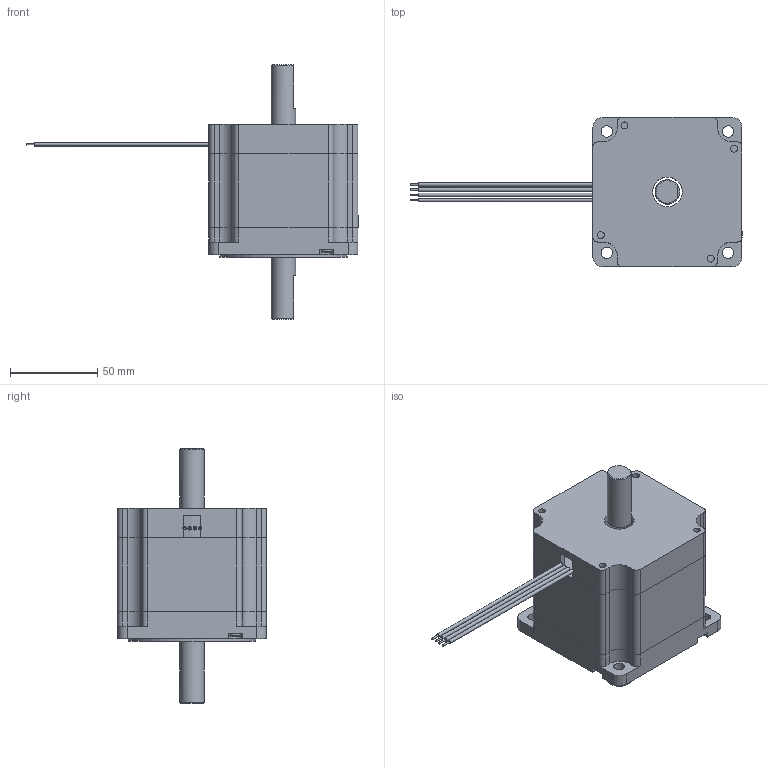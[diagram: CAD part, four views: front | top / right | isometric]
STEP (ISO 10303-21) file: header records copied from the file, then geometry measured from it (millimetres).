
FILE_DESCRIPTION(/* description */ (''),/* implementation_level */ '2;1');
FILE_NAME(/* name */ '34H2075-450-4BL.stp',/* time_stamp */ '2020-08-26T13:57:57+08:00',/* author */ ('dzp-qch5853'),/* organization */ (''),/* preprocessor_version */ 'ST-DEVELOPER v16.1',/* originating_system */ 'Autodesk Inventor 2016',/* authorisation */ '');
FILE_SCHEMA (('AUTOMOTIVE_DESIGN { 1 0 10303 214 3 1 1 }'));
Length unit declared in the file: millimetre
Products named in the file (5): 定子; 前盖; 后盖; 86螺钉; 装配体1
Assembly tree (7 placements, depth 2):
  装配体1
    定子
    前盖
    后盖
    86螺钉  x4
Bounding box: 190.6 x 85.6 x 146 mm (x, y, z)
Volume: 319686.3 mm3; surface area: 95706.4 mm2
Topology: 11 solids, 11 shells, 440 faces, 1187 edges, 786 vertices
Faces by surface type: cylinder 250, plane 175, bspline 8, torus 4, cone 3
Full cylindrical faces by diameter (mm): 1 x4, 2 x4, 3.9 x160, 4 x8, 5 x4, 6 x4, 6.5 x4, 14 x2, 17 x2, 29 x2, 35 x2, 51.8 x3, 73.025 x1, 79.6 x2
Entity records: 10553 total; most frequent: CARTESIAN_POINT 5528, DIRECTION 1061, ORIENTED_EDGE 924, EDGE_CURVE 462, AXIS2_PLACEMENT_3D 400, VERTEX_POINT 332, EDGE_LOOP 296, LINE 261
